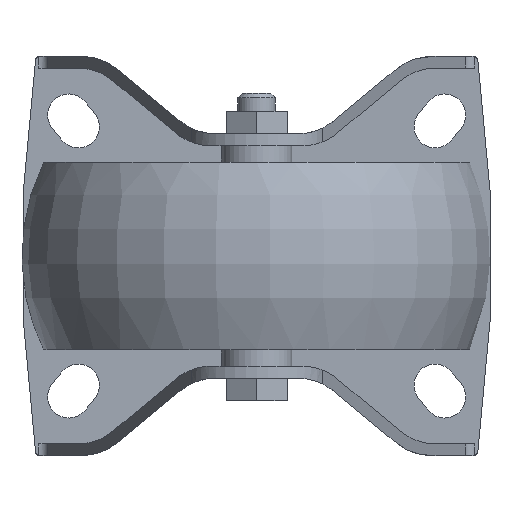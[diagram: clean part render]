
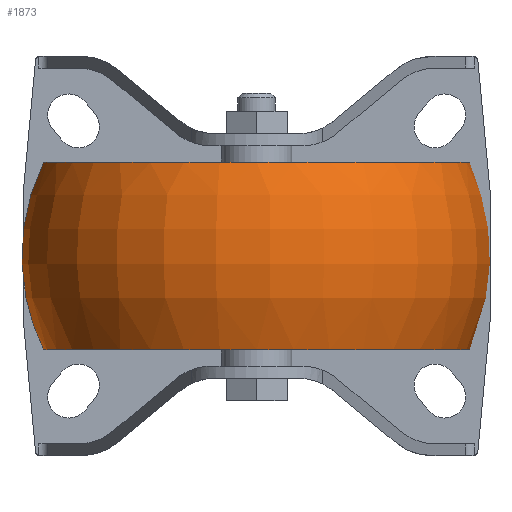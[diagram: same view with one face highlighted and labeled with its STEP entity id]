
A CAD part, front view. The second image highlights one B-rep face of the part: STEP entity #1873.
In plain terms, the highlighted toroidal (fillet/blend) face has major radius 5 mm and minor radius 45 mm.
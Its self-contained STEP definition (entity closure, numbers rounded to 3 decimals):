
#20=DEGENERATE_TOROIDAL_SURFACE('',#2076,5.,45.,
 .T.);
#927=ORIENTED_EDGE('',*,*,#1196,.T.);
#928=ORIENTED_EDGE('',*,*,#1197,.F.);
#1196=EDGE_CURVE('',#1377,#1377,#1454,.T.);
#1197=EDGE_CURVE('',#1378,#1378,#1455,.T.);
#1377=VERTEX_POINT('',#3207);
#1378=VERTEX_POINT('',#3210);
#1454=CIRCLE('',#2075,45.336);
#1455=CIRCLE('',#2077,45.336);
#1582=EDGE_LOOP('',(#927));
#1583=EDGE_LOOP('',(#928));
#1718=FACE_BOUND('',#1582,.T.);
#1719=FACE_BOUND('',#1583,.T.);
#1873=ADVANCED_FACE('',(#1718,#1719),#20,.T.);
#2075=AXIS2_PLACEMENT_3D('',#3206,#2611,#2612);
#2076=AXIS2_PLACEMENT_3D('',#3208,#2613,#2614);
#2077=AXIS2_PLACEMENT_3D('',#3209,#2615,#2616);
#2611=DIRECTION('',(0.,0.,-1.));
#2612=DIRECTION('',(-1.,0.,0.));
#2613=DIRECTION('',(0.,0.,-1.));
#2614=DIRECTION('',(-1.,0.,0.));
#2615=DIRECTION('',(0.,0.,-1.));
#2616=DIRECTION('',(-1.,0.,0.));
#3206=CARTESIAN_POINT('',(0.,0.,19.95));
#3207=CARTESIAN_POINT('',(-45.336,0.,19.95));
#3208=CARTESIAN_POINT('',(0.,0.,0.));
#3209=CARTESIAN_POINT('',(0.,0.,-19.95));
#3210=CARTESIAN_POINT('',(-45.336,0.,-19.95));
